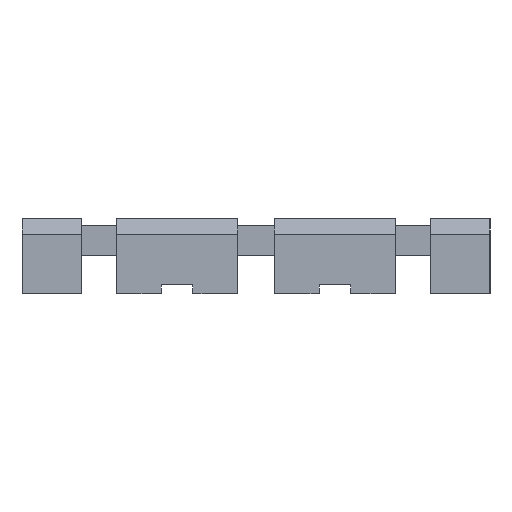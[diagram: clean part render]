
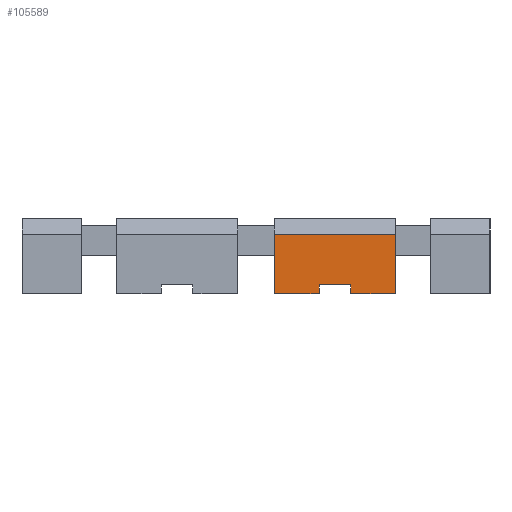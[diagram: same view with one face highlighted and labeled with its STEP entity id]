
A CAD part, left-side view. The second image highlights one B-rep face of the part: STEP entity #105589.
In plain terms, the highlighted planar face has unit normal (-1, 0, 0).
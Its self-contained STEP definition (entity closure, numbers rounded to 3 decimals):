
#2879=FACE_OUTER_BOUND('',#8843,.T.);
#8843=EDGE_LOOP('',(#77869,#77870,#77871,#77872,#77873,#77874,#77875,#77876));
#18261=LINE('',#152124,#33261);
#18269=LINE('',#152142,#33269);
#18271=LINE('',#152146,#33271);
#18286=LINE('',#152175,#33286);
#18287=LINE('',#152178,#33287);
#18288=LINE('',#152180,#33288);
#18289=LINE('',#152181,#33289);
#18290=LINE('',#152182,#33290);
#33261=VECTOR('',#124168,10.);
#33269=VECTOR('',#124180,10.);
#33271=VECTOR('',#124184,10.);
#33286=VECTOR('',#124201,10.);
#33287=VECTOR('',#124204,10.);
#33288=VECTOR('',#124205,10.);
#33289=VECTOR('',#124206,10.);
#33290=VECTOR('',#124207,10.);
#46565=VERTEX_POINT('',#152121);
#46566=VERTEX_POINT('',#152123);
#46573=VERTEX_POINT('',#152139);
#46574=VERTEX_POINT('',#152141);
#46575=VERTEX_POINT('',#152145);
#46588=VERTEX_POINT('',#152173);
#46589=VERTEX_POINT('',#152177);
#46590=VERTEX_POINT('',#152179);
#57741=EDGE_CURVE('',#46565,#46566,#18261,.T.);
#57749=EDGE_CURVE('',#46573,#46574,#18269,.T.);
#57751=EDGE_CURVE('',#46574,#46575,#18271,.T.);
#57766=EDGE_CURVE('',#46588,#46565,#18286,.T.);
#57767=EDGE_CURVE('',#46589,#46588,#18287,.T.);
#57768=EDGE_CURVE('',#46590,#46589,#18288,.F.);
#57769=EDGE_CURVE('',#46575,#46590,#18289,.T.);
#57770=EDGE_CURVE('',#46566,#46573,#18290,.T.);
#77869=ORIENTED_EDGE('',*,*,#57741,.F.);
#77870=ORIENTED_EDGE('',*,*,#57766,.F.);
#77871=ORIENTED_EDGE('',*,*,#57767,.F.);
#77872=ORIENTED_EDGE('',*,*,#57768,.F.);
#77873=ORIENTED_EDGE('',*,*,#57769,.F.);
#77874=ORIENTED_EDGE('',*,*,#57751,.F.);
#77875=ORIENTED_EDGE('',*,*,#57749,.F.);
#77876=ORIENTED_EDGE('',*,*,#57770,.F.);
#99858=PLANE('',#111450);
#105589=ADVANCED_FACE('',(#2879),#99858,.T.);
#111450=AXIS2_PLACEMENT_3D('',#152176,#124202,#124203);
#124168=DIRECTION('',(0.,0.,1.));
#124180=DIRECTION('',(0.,0.,-1.));
#124184=DIRECTION('',(0.,1.,0.));
#124201=DIRECTION('',(0.,1.,0.));
#124202=DIRECTION('center_axis',(-1.,0.,
0.));
#124203=DIRECTION('ref_axis',(0.,1.,0.));
#124204=DIRECTION('',(0.,0.,-1.));
#124205=DIRECTION('',(0.,1.,0.));
#124206=DIRECTION('',(0.,0.,1.));
#124207=DIRECTION('',(0.,1.,0.));
#152121=CARTESIAN_POINT('',(-41.275,-10.425,-8.382));
#152123=CARTESIAN_POINT('',(-41.275,-10.425,-7.382));
#152124=CARTESIAN_POINT('',(-41.275,-10.425,-4.191));
#152139=CARTESIAN_POINT('',(-41.275,-6.925,-7.382));
#152141=CARTESIAN_POINT('',(-41.275,-6.925,-8.382));
#152142=CARTESIAN_POINT('',(-41.275,-6.925,-4.191));
#152145=CARTESIAN_POINT('',(-41.275,-1.92,-8.382));
#152146=CARTESIAN_POINT('',(-41.275,-2.325,-8.382));
#152173=CARTESIAN_POINT('',(-41.275,-15.41,-8.382));
#152175=CARTESIAN_POINT('',(-41.275,-2.325,-8.382));
#152176=CARTESIAN_POINT('Origin',(-41.275,-16.295,0.));
#152177=CARTESIAN_POINT('',(-41.275,-15.41,-1.778));
#152178=CARTESIAN_POINT('',(-41.275,-15.41,-4.191));
#152179=CARTESIAN_POINT('',(-41.275,-1.92,-1.778));
#152180=CARTESIAN_POINT('',(-41.275,-15.025,-1.778));
#152181=CARTESIAN_POINT('',(-41.275,-1.92,-4.191));
#152182=CARTESIAN_POINT('',(-41.275,-12.485,-7.382));
